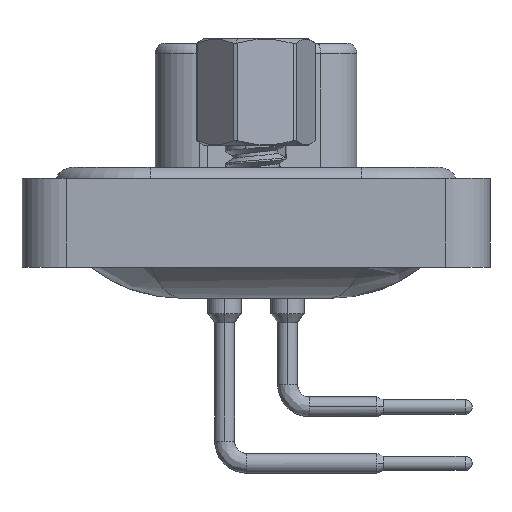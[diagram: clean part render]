
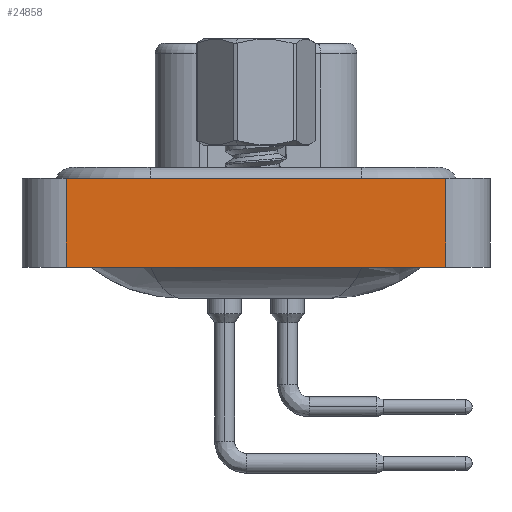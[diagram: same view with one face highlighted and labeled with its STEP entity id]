
A CAD part, left-side view. The second image highlights one B-rep face of the part: STEP entity #24858.
In plain terms, the highlighted planar face has unit normal (-1, 0, 0).
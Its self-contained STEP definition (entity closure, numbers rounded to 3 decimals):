
#1827 = LINE ( 'NONE', #6402, #3633 ) ;
#3078 = EDGE_CURVE ( 'NONE', #28182, #17410, #22375, .T. ) ;
#3485 = EDGE_CURVE ( 'NONE', #15362, #20453, #1827, .T. ) ;
#3633 = VECTOR ( 'NONE', #15165, 1000. ) ;
#4662 = ORIENTED_EDGE ( 'NONE', *, *, #13039, .F. ) ;
#6402 = CARTESIAN_POINT ( 'NONE',  ( -7.285, 8.55, -3.6 ) ) ;
#7148 = DIRECTION ( 'NONE',  ( 0., 0., 1. ) ) ;
#7511 = DIRECTION ( 'NONE',  ( 0., -1., 0. ) ) ;
#8177 = FACE_OUTER_BOUND ( 'NONE', #28055, .T. ) ;
#8312 = DIRECTION ( 'NONE',  ( 0., -1., 0. ) ) ;
#10476 = PLANE ( 'NONE',  #11778 ) ;
#11778 = AXIS2_PLACEMENT_3D ( 'NONE', #16806, #12920, #26142 ) ;
#12920 = DIRECTION ( 'NONE',  ( -1., 0., 0. ) ) ;
#13039 = EDGE_CURVE ( 'NONE', #20453, #17410, #27182, .T. ) ;
#13899 = CARTESIAN_POINT ( 'NONE',  ( -7.285, -8.55, -3.6 ) ) ;
#15165 = DIRECTION ( 'NONE',  ( 0., 0., 1. ) ) ;
#15362 = VERTEX_POINT ( 'NONE', #27953 ) ;
#16806 = CARTESIAN_POINT ( 'NONE',  ( -7.285, -8.55, -3.6 ) ) ;
#17111 = EDGE_CURVE ( 'NONE', #15362, #28182, #23661, .T. ) ;
#17410 = VERTEX_POINT ( 'NONE', #21201 ) ;
#17845 = ORIENTED_EDGE ( 'NONE', *, *, #3485, .F. ) ;
#19491 = ORIENTED_EDGE ( 'NONE', *, *, #3078, .T. ) ;
#19551 = CARTESIAN_POINT ( 'NONE',  ( -7.285, 8.55, 0.4 ) ) ;
#20424 = CARTESIAN_POINT ( 'NONE',  ( -7.285, -8.55, 0.4 ) ) ;
#20453 = VERTEX_POINT ( 'NONE', #19551 ) ;
#21201 = CARTESIAN_POINT ( 'NONE',  ( -7.285, -8.55, 0.4 ) ) ;
#22375 = LINE ( 'NONE', #13899, #22490 ) ;
#22490 = VECTOR ( 'NONE', #7148, 1000. ) ;
#23284 = VECTOR ( 'NONE', #8312, 1000. ) ;
#23661 = LINE ( 'NONE', #27969, #23284 ) ;
#24858 = ADVANCED_FACE ( 'NONE', ( #8177 ), #10476, .T. ) ;
#25885 = VECTOR ( 'NONE', #7511, 1000. ) ;
#26142 = DIRECTION ( 'NONE',  ( 0., 0., 1. ) ) ;
#26329 = ORIENTED_EDGE ( 'NONE', *, *, #17111, .T. ) ;
#27182 = LINE ( 'NONE', #20424, #25885 ) ;
#27270 = CARTESIAN_POINT ( 'NONE',  ( -7.285, -8.55, -3.6 ) ) ;
#27953 = CARTESIAN_POINT ( 'NONE',  ( -7.285, 8.55, -3.6 ) ) ;
#27969 = CARTESIAN_POINT ( 'NONE',  ( -7.285, -8.55, -3.6 ) ) ;
#28055 = EDGE_LOOP ( 'NONE', ( #19491, #4662, #17845, #26329 ) ) ;
#28182 = VERTEX_POINT ( 'NONE', #27270 ) ;
